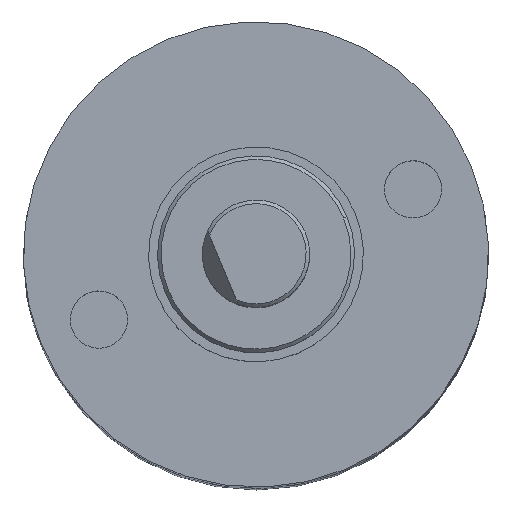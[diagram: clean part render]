
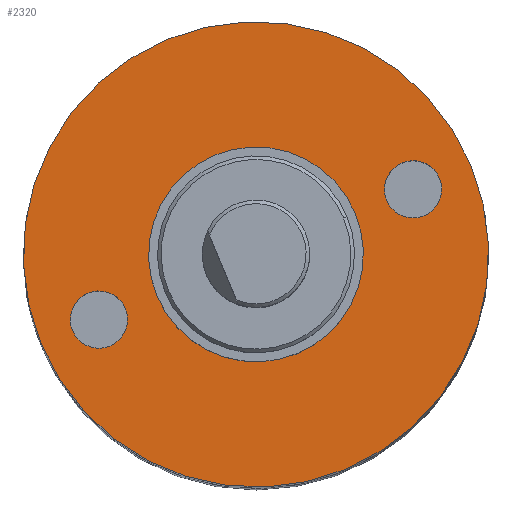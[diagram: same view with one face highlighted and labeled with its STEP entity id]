
A CAD part, top view. The second image highlights one B-rep face of the part: STEP entity #2320.
In plain terms, the highlighted planar face has unit normal (0, 0, 1).
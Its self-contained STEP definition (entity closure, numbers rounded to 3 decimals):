
#2 = AXIS2_PLACEMENT_3D ( 'NONE', #834, #3053, #1151 ) ;
#52 = DIRECTION ( 'NONE',  ( -0.924, -0.383, 0. ) ) ;
#62 = DIRECTION ( 'NONE',  ( 0., 0., -1. ) ) ;
#75 = VERTEX_POINT ( 'NONE', #699 ) ;
#83 = AXIS2_PLACEMENT_3D ( 'NONE', #278, #2544, #616 ) ;
#108 = CARTESIAN_POINT ( 'NONE',  ( 48.019, -15.579, 32.4 ) ) ;
#119 = FACE_BOUND ( 'NONE', #4058, .T. ) ;
#159 = CARTESIAN_POINT ( 'NONE',  ( 44.37, -17.092, 32.4 ) ) ;
#278 = CARTESIAN_POINT ( 'NONE',  ( 43.631, -17.398, 32.4 ) ) ;
#389 = CARTESIAN_POINT ( 'NONE',  ( 52.406, -13.759, 32.4 ) ) ;
#504 = PLANE ( 'NONE',  #2621 ) ;
#532 = AXIS2_PLACEMENT_3D ( 'NONE', #1646, #3846, #1963 ) ;
#552 = CARTESIAN_POINT ( 'NONE',  ( 52.406, -13.759, 32.4 ) ) ;
#591 = ORIENTED_EDGE ( 'NONE', *, *, #3545, .T. ) ;
#616 = DIRECTION ( 'NONE',  ( 0.924, 0.383, 0. ) ) ;
#663 = DIRECTION ( 'NONE',  ( 0., 0., 1. ) ) ;
#699 = CARTESIAN_POINT ( 'NONE',  ( 54.023, -13.089, 32.4 ) ) ;
#716 = DIRECTION ( 'NONE',  ( 0.924, 0.383, 0. ) ) ;
#821 = CARTESIAN_POINT ( 'NONE',  ( 42.892, -17.704, 32.4 ) ) ;
#834 = CARTESIAN_POINT ( 'NONE',  ( 48.019, -15.579, 32.4 ) ) ;
#845 = EDGE_CURVE ( 'NONE', #1050, #1226, #2886, .T. ) ;
#862 = AXIS2_PLACEMENT_3D ( 'NONE', #2862, #2873, #2890 ) ;
#887 = CARTESIAN_POINT ( 'NONE',  ( 48.019, -15.579, 32.4 ) ) ;
#904 = FACE_OUTER_BOUND ( 'NONE', #1972, .T. ) ;
#1050 = VERTEX_POINT ( 'NONE', #2662 ) ;
#1151 = DIRECTION ( 'NONE',  ( -0.924, -0.383, 0. ) ) ;
#1175 = DIRECTION ( 'NONE',  ( 0., 0., -1. ) ) ;
#1187 = CIRCLE ( 'NONE', #83, 0.8 ) ;
#1191 = DIRECTION ( 'NONE',  ( 0.924, 0.383, 0. ) ) ;
#1208 = EDGE_LOOP ( 'NONE', ( #591, #2344 ) ) ;
#1226 = VERTEX_POINT ( 'NONE', #3555 ) ;
#1257 = EDGE_LOOP ( 'NONE', ( #1332, #2450 ) ) ;
#1290 = CIRCLE ( 'NONE', #2018, 3. ) ;
#1308 = VERTEX_POINT ( 'NONE', #159 ) ;
#1332 = ORIENTED_EDGE ( 'NONE', *, *, #3455, .F. ) ;
#1464 = DIRECTION ( 'NONE',  ( 0., 0., 1. ) ) ;
#1536 = AXIS2_PLACEMENT_3D ( 'NONE', #389, #2634, #716 ) ;
#1550 = CARTESIAN_POINT ( 'NONE',  ( 50.79, -14.429, 32.4 ) ) ;
#1555 = DIRECTION ( 'NONE',  ( -0.924, -0.383, 0. ) ) ;
#1646 = CARTESIAN_POINT ( 'NONE',  ( 48.019, -15.579, 32.4 ) ) ;
#1666 = EDGE_CURVE ( 'NONE', #2296, #2225, #1290, .T. ) ;
#1757 = FACE_BOUND ( 'NONE', #1208, .T. ) ;
#1773 = DIRECTION ( 'NONE',  ( 0.924, 0.383, 0. ) ) ;
#1792 = EDGE_CURVE ( 'NONE', #3161, #75, #3417, .T. ) ;
#1802 = CARTESIAN_POINT ( 'NONE',  ( 45.247, -16.728, 32.4 ) ) ;
#1832 = CARTESIAN_POINT ( 'NONE',  ( 43.631, -17.398, 32.4 ) ) ;
#1925 = ORIENTED_EDGE ( 'NONE', *, *, #3138, .F. ) ;
#1963 = DIRECTION ( 'NONE',  ( -0.924, -0.383, 0. ) ) ;
#1972 = EDGE_LOOP ( 'NONE', ( #2696, #3198 ) ) ;
#1982 = VERTEX_POINT ( 'NONE', #821 ) ;
#2018 = AXIS2_PLACEMENT_3D ( 'NONE', #108, #62, #52 ) ;
#2035 = AXIS2_PLACEMENT_3D ( 'NONE', #552, #663, #1773 ) ;
#2225 = VERTEX_POINT ( 'NONE', #1802 ) ;
#2296 = VERTEX_POINT ( 'NONE', #1550 ) ;
#2320 = ADVANCED_FACE ( 'NONE', ( #3431, #119, #1757, #904 ), #504, .F. ) ;
#2344 = ORIENTED_EDGE ( 'NONE', *, *, #1666, .T. ) ;
#2450 = ORIENTED_EDGE ( 'NONE', *, *, #2637, .F. ) ;
#2544 = DIRECTION ( 'NONE',  ( 0., 0., 1. ) ) ;
#2555 = CIRCLE ( 'NONE', #2755, 0.8 ) ;
#2621 = AXIS2_PLACEMENT_3D ( 'NONE', #887, #1175, #1555 ) ;
#2634 = DIRECTION ( 'NONE',  ( 0., 0., 1. ) ) ;
#2637 = EDGE_CURVE ( 'NONE', #1982, #1308, #2555, .T. ) ;
#2662 = CARTESIAN_POINT ( 'NONE',  ( 53.145, -13.453, 32.4 ) ) ;
#2683 = CIRCLE ( 'NONE', #532, 3. ) ;
#2696 = ORIENTED_EDGE ( 'NONE', *, *, #3944, .F. ) ;
#2702 = CIRCLE ( 'NONE', #2, 6.5 ) ;
#2755 = AXIS2_PLACEMENT_3D ( 'NONE', #1832, #1464, #1191 ) ;
#2778 = ORIENTED_EDGE ( 'NONE', *, *, #845, .F. ) ;
#2839 = CIRCLE ( 'NONE', #1536, 0.8 ) ;
#2862 = CARTESIAN_POINT ( 'NONE',  ( 48.019, -15.579, 32.4 ) ) ;
#2873 = DIRECTION ( 'NONE',  ( 0., 0., -1. ) ) ;
#2886 = CIRCLE ( 'NONE', #2035, 0.8 ) ;
#2890 = DIRECTION ( 'NONE',  ( -0.924, -0.383, 0. ) ) ;
#3053 = DIRECTION ( 'NONE',  ( 0., 0., -1. ) ) ;
#3138 = EDGE_CURVE ( 'NONE', #1226, #1050, #2839, .T. ) ;
#3161 = VERTEX_POINT ( 'NONE', #3896 ) ;
#3198 = ORIENTED_EDGE ( 'NONE', *, *, #1792, .F. ) ;
#3417 = CIRCLE ( 'NONE', #862, 6.5 ) ;
#3431 = FACE_BOUND ( 'NONE', #1257, .T. ) ;
#3455 = EDGE_CURVE ( 'NONE', #1308, #1982, #1187, .T. ) ;
#3545 = EDGE_CURVE ( 'NONE', #2225, #2296, #2683, .T. ) ;
#3555 = CARTESIAN_POINT ( 'NONE',  ( 51.667, -14.065, 32.4 ) ) ;
#3846 = DIRECTION ( 'NONE',  ( 0., 0., -1. ) ) ;
#3896 = CARTESIAN_POINT ( 'NONE',  ( 42.014, -18.068, 32.4 ) ) ;
#3944 = EDGE_CURVE ( 'NONE', #75, #3161, #2702, .T. ) ;
#4058 = EDGE_LOOP ( 'NONE', ( #2778, #1925 ) ) ;
